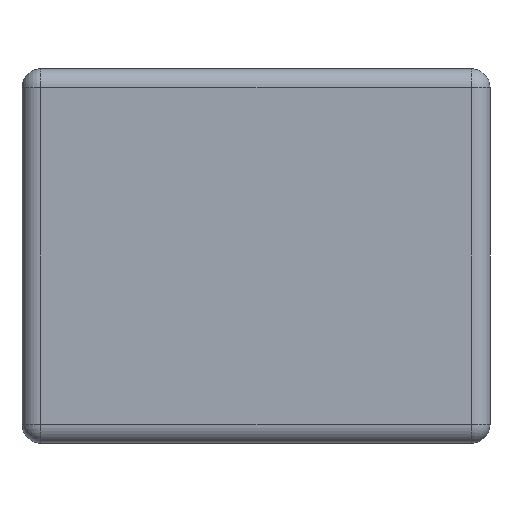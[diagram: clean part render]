
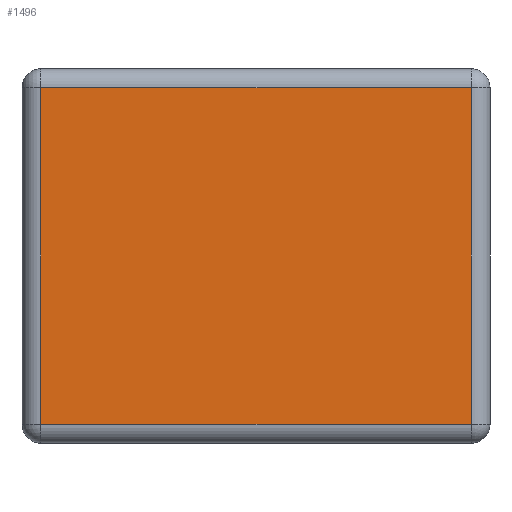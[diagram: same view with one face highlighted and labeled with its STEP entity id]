
A CAD part, left-side view. The second image highlights one B-rep face of the part: STEP entity #1496.
In plain terms, the highlighted planar face has unit normal (-1, 0, 0).
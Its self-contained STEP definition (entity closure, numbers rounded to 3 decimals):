
#1211 = VERTEX_POINT('',#1212);
#1212 = CARTESIAN_POINT('',(-1.,0.575,0.95));
#1219 = EDGE_CURVE('',#1211,#1220,#1222,.T.);
#1220 = VERTEX_POINT('',#1221);
#1221 = CARTESIAN_POINT('',(-1.,-0.575,0.95));
#1222 = LINE('',#1223,#1224);
#1223 = CARTESIAN_POINT('',(-1.,0.625,0.95));
#1224 = VECTOR('',#1225,1.);
#1225 = DIRECTION('',(0.,-1.,0.));
#1287 = VERTEX_POINT('',#1288);
#1288 = CARTESIAN_POINT('',(-1.,-0.575,0.05));
#1295 = EDGE_CURVE('',#1220,#1287,#1296,.T.);
#1296 = LINE('',#1297,#1298);
#1297 = CARTESIAN_POINT('',(-1.,-0.575,1.));
#1298 = VECTOR('',#1299,1.);
#1299 = DIRECTION('',(0.,0.,-1.));
#1335 = VERTEX_POINT('',#1336);
#1336 = CARTESIAN_POINT('',(-1.,0.575,0.05));
#1343 = EDGE_CURVE('',#1335,#1287,#1344,.T.);
#1344 = LINE('',#1345,#1346);
#1345 = CARTESIAN_POINT('',(-1.,0.625,0.05));
#1346 = VECTOR('',#1347,1.);
#1347 = DIRECTION('',(0.,-1.,0.));
#1496 = ADVANCED_FACE('',(#1497),#1508,.F.);
#1497 = FACE_BOUND('',#1498,.F.);
#1498 = EDGE_LOOP('',(#1499,#1500,#1501,#1502));
#1499 = ORIENTED_EDGE('',*,*,#1219,.T.);
#1500 = ORIENTED_EDGE('',*,*,#1295,.T.);
#1501 = ORIENTED_EDGE('',*,*,#1343,.F.);
#1502 = ORIENTED_EDGE('',*,*,#1503,.F.);
#1503 = EDGE_CURVE('',#1211,#1335,#1504,.T.);
#1504 = LINE('',#1505,#1506);
#1505 = CARTESIAN_POINT('',(-1.,0.575,1.));
#1506 = VECTOR('',#1507,1.);
#1507 = DIRECTION('',(0.,0.,-1.));
#1508 = PLANE('',#1509);
#1509 = AXIS2_PLACEMENT_3D('',#1510,#1511,#1512);
#1510 = CARTESIAN_POINT('',(-1.,0.625,1.));
#1511 = DIRECTION('',(1.,0.,0.));
#1512 = DIRECTION('',(0.,0.,-1.));
